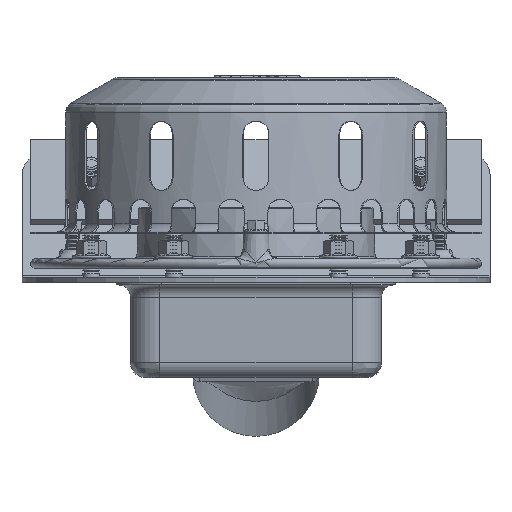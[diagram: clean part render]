
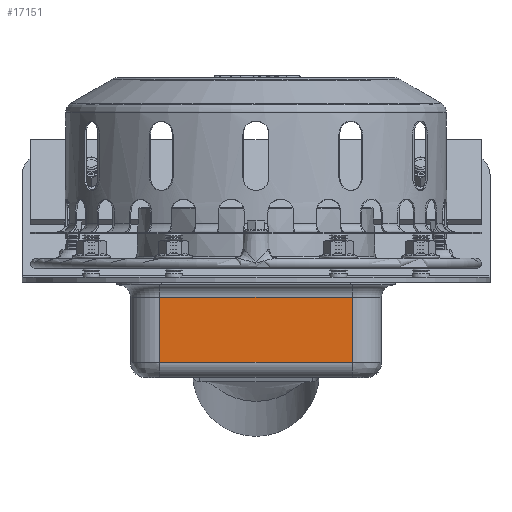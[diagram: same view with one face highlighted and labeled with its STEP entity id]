
A CAD part, left-side view. The second image highlights one B-rep face of the part: STEP entity #17151.
In plain terms, the highlighted planar face has unit normal (-1, 0, 0).
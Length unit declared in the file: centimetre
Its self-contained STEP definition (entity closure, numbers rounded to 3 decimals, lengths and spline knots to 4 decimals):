
#1681=FACE_OUTER_BOUND('',#2784,.T.);
#2784=EDGE_LOOP('',(#11993,#11994,#11995,#11996));
#5115=LINE('',#27321,#6145);
#5145=LINE('',#27518,#6175);
#5146=LINE('',#27521,#6176);
#5147=LINE('',#27522,#6177);
#6145=VECTOR('',#20953,1.);
#6175=VECTOR('',#21055,1.);
#6176=VECTOR('',#21058,1.);
#6177=VECTOR('',#21059,1.);
#7211=VERTEX_POINT('',#27301);
#7214=VERTEX_POINT('',#27319);
#7246=VERTEX_POINT('',#27516);
#7247=VERTEX_POINT('',#27520);
#8954=EDGE_CURVE('',#7214,#7211,#5115,.T.);
#9006=EDGE_CURVE('',#7214,#7246,#5145,.T.);
#9007=EDGE_CURVE('',#7247,#7246,#5146,.T.);
#9008=EDGE_CURVE('',#7211,#7247,#5147,.T.);
#11993=ORIENTED_EDGE('',*,*,#9006,.T.);
#11994=ORIENTED_EDGE('',*,*,#9007,.F.);
#11995=ORIENTED_EDGE('',*,*,#9008,.F.);
#11996=ORIENTED_EDGE('',*,*,#8954,.F.);
#16748=PLANE('',#18422);
#17151=ADVANCED_FACE('',(#1681),#16748,.T.);
#18422=AXIS2_PLACEMENT_3D('',#27519,#21056,#21057);
#20953=DIRECTION('',(0.,1.,0.));
#21055=DIRECTION('',(0.,0.,1.));
#21056=DIRECTION('center_axis',(-1.,0.,0.));
#21057=DIRECTION('ref_axis',(0.,0.,1.));
#21058=DIRECTION('',(0.,-1.,0.));
#21059=DIRECTION('',(0.,0.,1.));
#27301=CARTESIAN_POINT('',(1178.619,503.8652,-1277.4173));
#27319=CARTESIAN_POINT('',(1178.619,392.8652,-1277.4173));
#27321=CARTESIAN_POINT('',(1178.619,420.6152,-1277.4173));
#27516=CARTESIAN_POINT('',(1178.619,392.8652,-1239.9173));
#27518=CARTESIAN_POINT('',(1178.619,392.8652,-1291.4173));
#27519=CARTESIAN_POINT('Origin',(1178.619,392.8652,-1291.4173));
#27520=CARTESIAN_POINT('',(1178.619,503.8652,-1239.9173));
#27521=CARTESIAN_POINT('',(1178.619,420.6152,-1239.9173));
#27522=CARTESIAN_POINT('',(1178.619,503.8652,-1291.4173));
